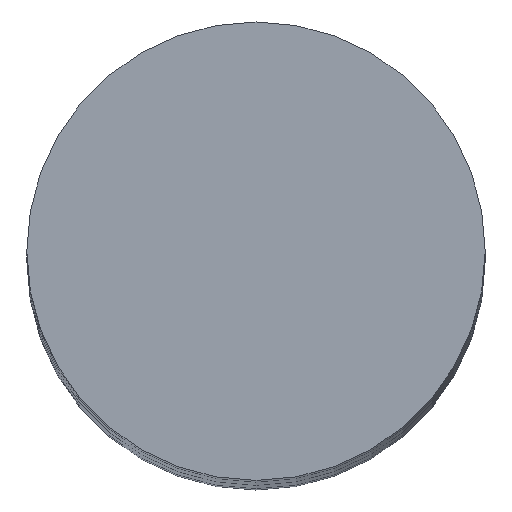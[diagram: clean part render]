
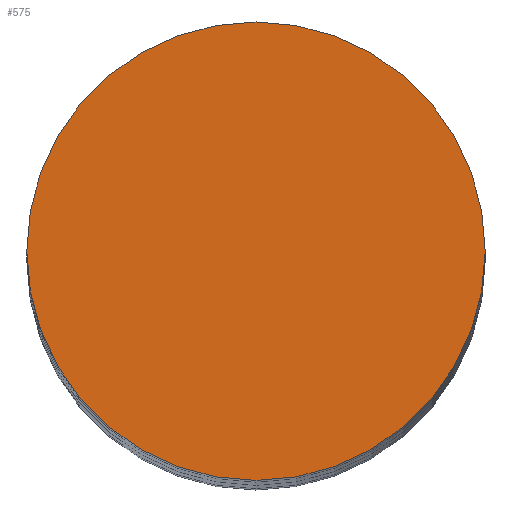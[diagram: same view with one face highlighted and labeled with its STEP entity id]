
A CAD part, top view. The second image highlights one B-rep face of the part: STEP entity #575.
In plain terms, the highlighted planar face has unit normal (0, 0, 1).
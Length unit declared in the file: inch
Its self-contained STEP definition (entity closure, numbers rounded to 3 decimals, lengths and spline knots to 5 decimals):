
#11 = DIRECTION ( 'NONE',  ( 0., 0., 1. ) ) ;
#14 = CARTESIAN_POINT ( 'NONE',  ( -0.0625, 0., 0. ) ) ;
#26 = AXIS2_PLACEMENT_3D ( 'NONE', #257, #11, #102 ) ;
#81 = ORIENTED_EDGE ( 'NONE', *, *, #483, .T. ) ;
#102 = DIRECTION ( 'NONE',  ( 1., 0., 0. ) ) ;
#154 = AXIS2_PLACEMENT_3D ( 'NONE', #199, #301, #365 ) ;
#183 = CIRCLE ( 'NONE', #631, 0.0625 ) ;
#199 = CARTESIAN_POINT ( 'NONE',  ( 0., 0.0625, 0. ) ) ;
#221 = ORIENTED_EDGE ( 'NONE', *, *, #382, .T. ) ;
#225 = CIRCLE ( 'NONE', #26, 0.0625 ) ;
#236 = CARTESIAN_POINT ( 'NONE',  ( 0., 0., 0. ) ) ;
#257 = CARTESIAN_POINT ( 'NONE',  ( 0., 0., 0. ) ) ;
#260 = FACE_OUTER_BOUND ( 'NONE', #590, .T. ) ;
#293 = VERTEX_POINT ( 'NONE', #14 ) ;
#301 = DIRECTION ( 'NONE',  ( 0., 0., 1. ) ) ;
#365 = DIRECTION ( 'NONE',  ( -1., 0., 0. ) ) ;
#382 = EDGE_CURVE ( 'NONE', #547, #293, #183, .T. ) ;
#483 = EDGE_CURVE ( 'NONE', #293, #547, #225, .T. ) ;
#521 = PLANE ( 'NONE',  #154 ) ;
#547 = VERTEX_POINT ( 'NONE', #638 ) ;
#575 = ADVANCED_FACE ( 'NONE', ( #260 ), #521, .T. ) ;
#590 = EDGE_LOOP ( 'NONE', ( #221, #81 ) ) ;
#631 = AXIS2_PLACEMENT_3D ( 'NONE', #236, #669, #665 ) ;
#638 = CARTESIAN_POINT ( 'NONE',  ( 0.0625, 0., 0. ) ) ;
#665 = DIRECTION ( 'NONE',  ( 1., 0., 0. ) ) ;
#669 = DIRECTION ( 'NONE',  ( 0., 0., 1. ) ) ;
